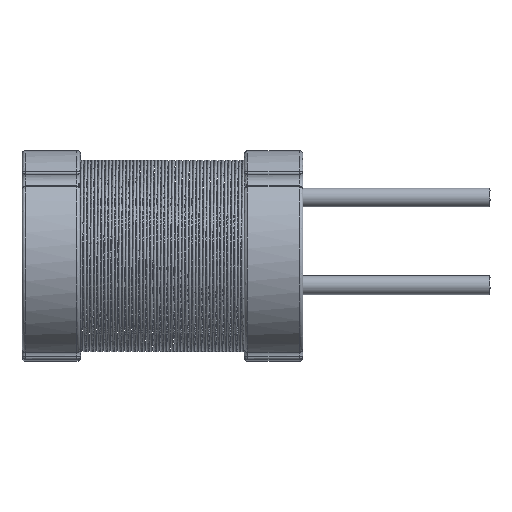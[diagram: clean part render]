
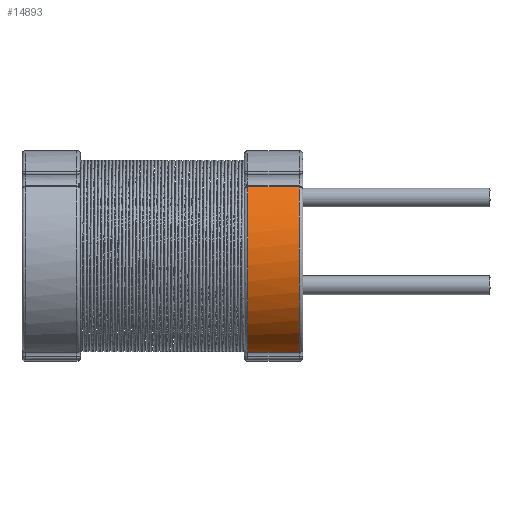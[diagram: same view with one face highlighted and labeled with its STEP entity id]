
A CAD part, left-side view. The second image highlights one B-rep face of the part: STEP entity #14893.
In plain terms, the highlighted free-form (B-spline) face has degree [2, 1] with [3, 2] control points.
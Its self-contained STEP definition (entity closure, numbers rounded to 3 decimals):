
#13719 = VERTEX_POINT('',#13720);
#13720 = CARTESIAN_POINT('',(-4.423,-7.633,
    3.862));
#13736 = VERTEX_POINT('',#13737);
#13737 = CARTESIAN_POINT('',(-4.423,-4.763,
    3.862));
#13743 = EDGE_CURVE('',#13719,#13736,#13744,.T.);
#13744 = B_SPLINE_CURVE_WITH_KNOTS('',1,(#13745,#13746),.UNSPECIFIED.,
  .F.,.F.,(2,2),(0.15,2.35),.PIECEWISE_BEZIER_KNOTS.);
#13745 = CARTESIAN_POINT('',(-4.423,-7.633,
    3.862));
#13746 = CARTESIAN_POINT('',(-4.423,-4.763,
    3.862));
#14893 = ADVANCED_FACE('',(#14894),#14918,.T.);
#14894 = FACE_BOUND('',#14895,.T.);
#14895 = EDGE_LOOP('',(#14896,#14905,#14911,#14912));
#14896 = ORIENTED_EDGE('',*,*,#14897,.F.);
#14897 = EDGE_CURVE('',#14898,#14900,#14902,.T.);
#14898 = VERTEX_POINT('',#14899);
#14899 = CARTESIAN_POINT('',(-2.365,-7.633,
    -5.375));
#14900 = VERTEX_POINT('',#14901);
#14901 = CARTESIAN_POINT('',(-2.365,-4.763,
    -5.375));
#14902 = B_SPLINE_CURVE_WITH_KNOTS('',1,(#14903,#14904),.UNSPECIFIED.,
  .F.,.F.,(2,2),(0.15,2.35),.PIECEWISE_BEZIER_KNOTS.);
#14903 = CARTESIAN_POINT('',(-2.365,-7.633,
    -5.375));
#14904 = CARTESIAN_POINT('',(-2.365,-4.763,
    -5.375));
#14905 = ORIENTED_EDGE('',*,*,#14906,.T.);
#14906 = EDGE_CURVE('',#14898,#13719,#14907,.T.);
#14907 = ( BOUNDED_CURVE() B_SPLINE_CURVE(2,(#14908,#14909,#14910),
.UNSPECIFIED.,.F.,.F.) B_SPLINE_CURVE_WITH_KNOTS((3,3),(0.414,
2.289),.PIECEWISE_BEZIER_KNOTS.) CURVE() 
GEOMETRIC_REPRESENTATION_ITEM() RATIONAL_B_SPLINE_CURVE((1.,
0.592,1.)) REPRESENTATION_ITEM('') );
#14908 = CARTESIAN_POINT('',(-2.365,-7.633,
    -5.375));
#14909 = CARTESIAN_POINT('',(-9.678,-7.633,
    -2.157));
#14910 = CARTESIAN_POINT('',(-4.423,-7.633,
    3.862));
#14911 = ORIENTED_EDGE('',*,*,#13743,.T.);
#14912 = ORIENTED_EDGE('',*,*,#14913,.T.);
#14913 = EDGE_CURVE('',#13736,#14900,#14914,.T.);
#14914 = ( BOUNDED_CURVE() B_SPLINE_CURVE(2,(#14915,#14916,#14917),
.UNSPECIFIED.,.F.,.F.) B_SPLINE_CURVE_WITH_KNOTS((3,3),(3.995,
5.869),.PIECEWISE_BEZIER_KNOTS.) CURVE() 
GEOMETRIC_REPRESENTATION_ITEM() RATIONAL_B_SPLINE_CURVE((1.,
0.592,1.)) REPRESENTATION_ITEM('') );
#14915 = CARTESIAN_POINT('',(-4.423,-4.763,
    3.862));
#14916 = CARTESIAN_POINT('',(-9.678,-4.763,
    -2.157));
#14917 = CARTESIAN_POINT('',(-2.365,-4.763,
    -5.375));
#14918 = ( BOUNDED_SURFACE() B_SPLINE_SURFACE(2,1,(
    (#14919,#14920)
    ,(#14921,#14922)
    ,(#14923,#14924
)),.UNSPECIFIED.,.F.,.F.,.F.) B_SPLINE_SURFACE_WITH_KNOTS((3,3),(2,2),(
    3.556,5.43),(0.15,2.35),
.PIECEWISE_BEZIER_KNOTS.) GEOMETRIC_REPRESENTATION_ITEM() 
RATIONAL_B_SPLINE_SURFACE((
    (1.,1.)
    ,(0.592,0.592)
,(1.,1.))) REPRESENTATION_ITEM('') SURFACE() );
#14919 = CARTESIAN_POINT('',(-2.365,-7.633,
    -5.375));
#14920 = CARTESIAN_POINT('',(-2.365,-4.763,
    -5.375));
#14921 = CARTESIAN_POINT('',(-9.678,-7.633,
    -2.157));
#14922 = CARTESIAN_POINT('',(-9.678,-4.763,
    -2.157));
#14923 = CARTESIAN_POINT('',(-4.423,-7.633,
    3.862));
#14924 = CARTESIAN_POINT('',(-4.423,-4.763,
    3.862));
